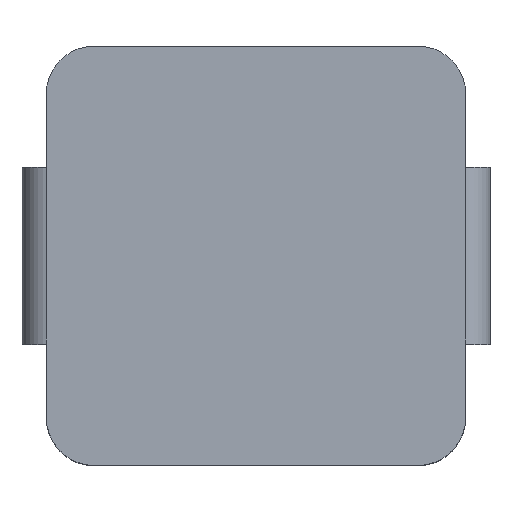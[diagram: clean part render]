
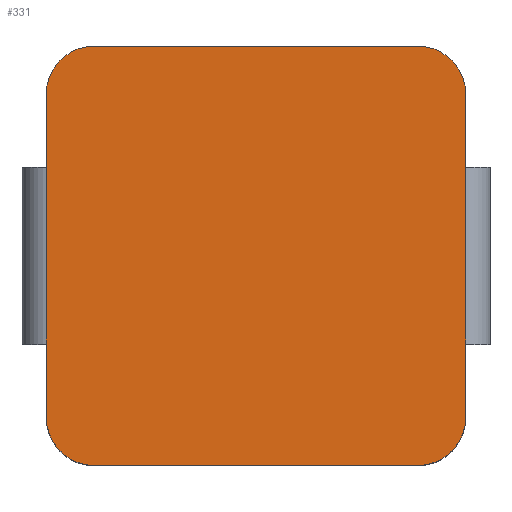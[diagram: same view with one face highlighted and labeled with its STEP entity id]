
A CAD part, top view. The second image highlights one B-rep face of the part: STEP entity #331.
In plain terms, the highlighted planar face has unit normal (0, 0, 1).
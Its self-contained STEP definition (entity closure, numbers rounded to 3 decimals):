
#111 = CIRCLE ( 'NONE', #1044, 0.6 ) ;
#115 = FACE_OUTER_BOUND ( 'NONE', #1691, .T. ) ;
#125 = LINE ( 'NONE', #294, #715 ) ;
#179 = AXIS2_PLACEMENT_3D ( 'NONE', #1809, #598, #1215 ) ;
#188 = CARTESIAN_POINT ( 'NONE',  ( 0., 2.6, 2.8 ) ) ;
#225 = CARTESIAN_POINT ( 'NONE',  ( 2.6, 2., 2.8 ) ) ;
#228 = DIRECTION ( 'NONE',  ( 0., -1., 0. ) ) ;
#246 = DIRECTION ( 'NONE',  ( 1., 0., 0. ) ) ;
#286 = DIRECTION ( 'NONE',  ( 0., 0., -1. ) ) ;
#294 = CARTESIAN_POINT ( 'NONE',  ( 2.6, 0., 2.8 ) ) ;
#319 = EDGE_CURVE ( 'NONE', #648, #1450, #1765, .T. ) ;
#331 = ADVANCED_FACE ( 'NONE', ( #115 ), #433, .T. ) ;
#337 = VERTEX_POINT ( 'NONE', #560 ) ;
#384 = CIRCLE ( 'NONE', #417, 0.6 ) ;
#387 = DIRECTION ( 'NONE',  ( -1., 0., 0. ) ) ;
#417 = AXIS2_PLACEMENT_3D ( 'NONE', #1176, #1916, #387 ) ;
#418 = DIRECTION ( 'NONE',  ( 0., 1., 0. ) ) ;
#433 = PLANE ( 'NONE',  #512 ) ;
#512 = AXIS2_PLACEMENT_3D ( 'NONE', #738, #1491, #1522 ) ;
#542 = VECTOR ( 'NONE', #687, 1000. ) ;
#544 = EDGE_CURVE ( 'NONE', #1579, #1499, #1151, .T. ) ;
#559 = ORIENTED_EDGE ( 'NONE', *, *, #544, .T. ) ;
#560 = CARTESIAN_POINT ( 'NONE',  ( 2.6, -2., 2.8 ) ) ;
#563 = ORIENTED_EDGE ( 'NONE', *, *, #1021, .T. ) ;
#583 = CARTESIAN_POINT ( 'NONE',  ( -2.6, -2., 2.8 ) ) ;
#585 = VECTOR ( 'NONE', #228, 1000. ) ;
#598 = DIRECTION ( 'NONE',  ( 0., 0., -1. ) ) ;
#622 = ORIENTED_EDGE ( 'NONE', *, *, #1769, .T. ) ;
#628 = LINE ( 'NONE', #188, #542 ) ;
#648 = VERTEX_POINT ( 'NONE', #1851 ) ;
#672 = EDGE_CURVE ( 'NONE', #1579, #1331, #111, .T. ) ;
#687 = DIRECTION ( 'NONE',  ( -1., 0., 0. ) ) ;
#712 = DIRECTION ( 'NONE',  ( -1., 0., 0. ) ) ;
#715 = VECTOR ( 'NONE', #418, 1000. ) ;
#738 = CARTESIAN_POINT ( 'NONE',  ( 0., 0., 2.8 ) ) ;
#964 = LINE ( 'NONE', #1278, #585 ) ;
#996 = ORIENTED_EDGE ( 'NONE', *, *, #672, .F. ) ;
#1000 = CARTESIAN_POINT ( 'NONE',  ( 0., -2.6, 2.8 ) ) ;
#1021 = EDGE_CURVE ( 'NONE', #337, #1450, #125, .T. ) ;
#1044 = AXIS2_PLACEMENT_3D ( 'NONE', #1087, #286, #1354 ) ;
#1087 = CARTESIAN_POINT ( 'NONE',  ( -2., -2., 2.8 ) ) ;
#1151 = LINE ( 'NONE', #1000, #1927 ) ;
#1163 = CARTESIAN_POINT ( 'NONE',  ( -2., -2.6, 2.8 ) ) ;
#1176 = CARTESIAN_POINT ( 'NONE',  ( -2., 2., 2.8 ) ) ;
#1212 = EDGE_CURVE ( 'NONE', #1614, #1331, #964, .T. ) ;
#1215 = DIRECTION ( 'NONE',  ( -1., 0., 0. ) ) ;
#1278 = CARTESIAN_POINT ( 'NONE',  ( -2.6, 0., 2.8 ) ) ;
#1331 = VERTEX_POINT ( 'NONE', #583 ) ;
#1354 = DIRECTION ( 'NONE',  ( -1., 0., 0. ) ) ;
#1450 = VERTEX_POINT ( 'NONE', #225 ) ;
#1463 = CARTESIAN_POINT ( 'NONE',  ( 2., -2.6, 2.8 ) ) ;
#1491 = DIRECTION ( 'NONE',  ( 0., 0., 1. ) ) ;
#1499 = VERTEX_POINT ( 'NONE', #1463 ) ;
#1516 = CARTESIAN_POINT ( 'NONE',  ( -2., 2.6, 2.8 ) ) ;
#1522 = DIRECTION ( 'NONE',  ( 1., 0., 0. ) ) ;
#1529 = EDGE_CURVE ( 'NONE', #1614, #1913, #384, .T. ) ;
#1556 = ORIENTED_EDGE ( 'NONE', *, *, #319, .F. ) ;
#1579 = VERTEX_POINT ( 'NONE', #1163 ) ;
#1580 = AXIS2_PLACEMENT_3D ( 'NONE', #1789, #1631, #712 ) ;
#1614 = VERTEX_POINT ( 'NONE', #1910 ) ;
#1631 = DIRECTION ( 'NONE',  ( 0., 0., -1. ) ) ;
#1686 = ORIENTED_EDGE ( 'NONE', *, *, #1529, .F. ) ;
#1691 = EDGE_LOOP ( 'NONE', ( #563, #1556, #622, #1686, #1879, #996, #559, #1953 ) ) ;
#1765 = CIRCLE ( 'NONE', #1580, 0.6 ) ;
#1769 = EDGE_CURVE ( 'NONE', #648, #1913, #628, .T. ) ;
#1789 = CARTESIAN_POINT ( 'NONE',  ( 2., 2., 2.8 ) ) ;
#1809 = CARTESIAN_POINT ( 'NONE',  ( 2., -2., 2.8 ) ) ;
#1851 = CARTESIAN_POINT ( 'NONE',  ( 2., 2.6, 2.8 ) ) ;
#1861 = CIRCLE ( 'NONE', #179, 0.6 ) ;
#1879 = ORIENTED_EDGE ( 'NONE', *, *, #1212, .T. ) ;
#1910 = CARTESIAN_POINT ( 'NONE',  ( -2.6, 2., 2.8 ) ) ;
#1913 = VERTEX_POINT ( 'NONE', #1516 ) ;
#1916 = DIRECTION ( 'NONE',  ( 0., 0., -1. ) ) ;
#1927 = VECTOR ( 'NONE', #246, 1000. ) ;
#1950 = EDGE_CURVE ( 'NONE', #337, #1499, #1861, .T. ) ;
#1953 = ORIENTED_EDGE ( 'NONE', *, *, #1950, .F. ) ;
